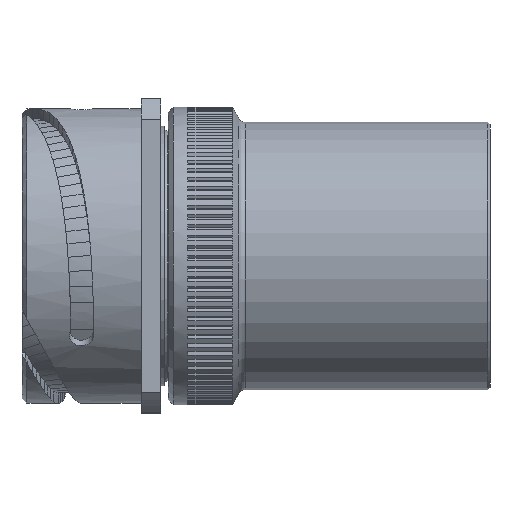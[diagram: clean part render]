
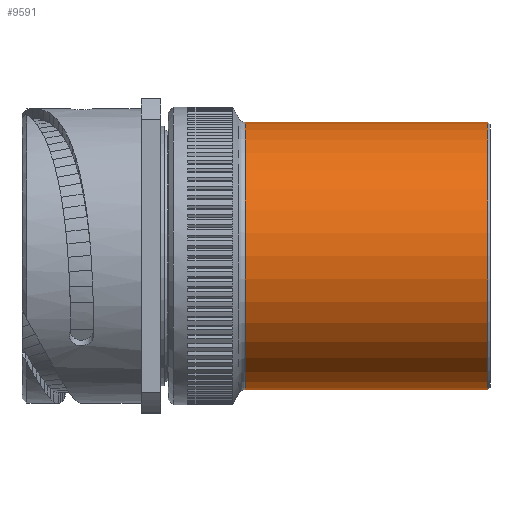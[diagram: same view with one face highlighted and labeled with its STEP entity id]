
A CAD part, top view. The second image highlights one B-rep face of the part: STEP entity #9591.
In plain terms, the highlighted cylindrical face has radius 27 mm (diameter 54 mm), a partial arc.
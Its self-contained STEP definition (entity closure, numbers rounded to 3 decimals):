
#45=CARTESIAN_POINT('',(64.5,0.,0.));
#46=DIRECTION('',(1.,0.,0.));
#47=DIRECTION('',(0.,1.,0.));
#48=AXIS2_PLACEMENT_3D('',#45,#46,#47);
#50=DIRECTION('',(-1.,0.,0.));
#51=VECTOR('',#50,48.902);
#52=CARTESIAN_POINT('',(64.5,27.,0.));
#53=LINE('882',#52,#51);
#54=DIRECTION('',(-1.,0.,0.));
#55=VECTOR('',#54,48.902);
#56=CARTESIAN_POINT('',(64.5,-27.,0.));
#57=LINE('886',#56,#55);
#78=CARTESIAN_POINT('',(15.598,0.,0.));
#79=DIRECTION('',(1.,0.,0.));
#80=DIRECTION('',(0.,1.,0.));
#81=AXIS2_PLACEMENT_3D('',#78,#79,#80);
#7463=CARTESIAN_POINT('',(64.5,27.,0.));
#7464=CARTESIAN_POINT('',(15.598,27.,0.));
#7465=VERTEX_POINT('',#7463);
#7466=VERTEX_POINT('',#7464);
#7475=CARTESIAN_POINT('',(64.5,-27.,0.));
#7476=CARTESIAN_POINT('',(15.598,-27.,0.));
#7477=VERTEX_POINT('',#7475);
#7478=VERTEX_POINT('',#7476);
#9577=CARTESIAN_POINT('',(-3.25,0.,0.));
#9578=DIRECTION('',(1.,0.,0.));
#9579=DIRECTION('',(0.,-1.,0.));
#9580=AXIS2_PLACEMENT_3D('',#9577,#9578,#9579);
#9581=CYLINDRICAL_SURFACE('246',#9580,27.);
#9583=ORIENTED_EDGE('882',*,*,#9582,.F.);
#9584=ORIENTED_EDGE('935',*,*,#9565,.T.);
#9586=ORIENTED_EDGE('886',*,*,#9585,.T.);
#9588=ORIENTED_EDGE('928',*,*,#9587,.F.);
#9589=EDGE_LOOP('246',(#9583,#9584,#9586,#9588));
#9590=FACE_OUTER_BOUND('246',#9589,.F.);
#49=CIRCLE('935',#48,27.);
#82=CIRCLE('928',#81,27.);
#9565=EDGE_CURVE('935',#7465,#7477,#49,.T.);
#9582=EDGE_CURVE('882',#7465,#7466,#53,.T.);
#9585=EDGE_CURVE('886',#7477,#7478,#57,.T.);
#9587=EDGE_CURVE('928',#7466,#7478,#82,.T.);
#9591=ADVANCED_FACE('246',(#9590),#9581,.T.);
